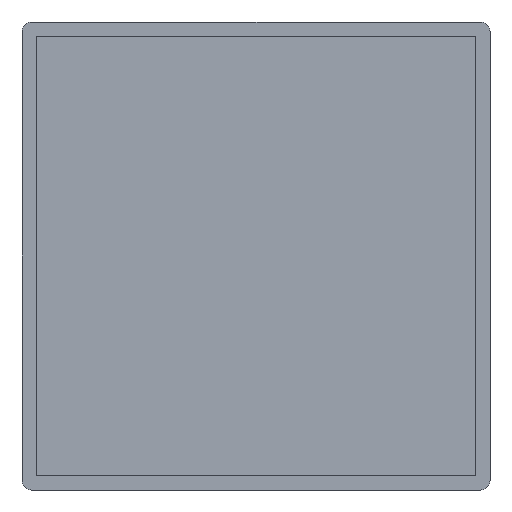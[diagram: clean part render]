
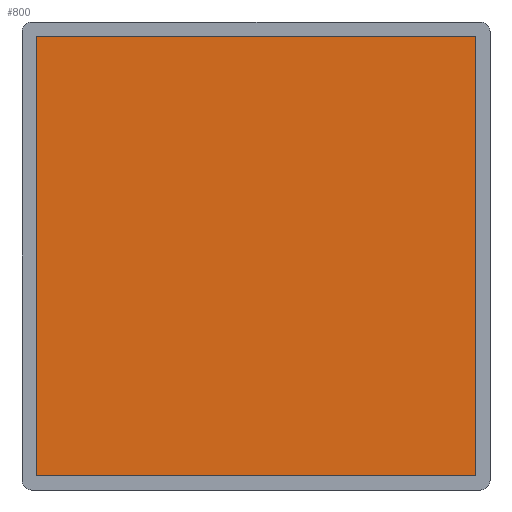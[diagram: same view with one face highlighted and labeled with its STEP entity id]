
A CAD part, front view. The second image highlights one B-rep face of the part: STEP entity #800.
In plain terms, the highlighted planar face has unit normal (0, -1, 0).
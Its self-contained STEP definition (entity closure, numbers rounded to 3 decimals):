
#72=FACE_OUTER_BOUND('',#120,.T.);
#120=EDGE_LOOP('',(#683,#684,#685,#686));
#211=LINE('',#1262,#311);
#214=LINE('',#1267,#314);
#216=LINE('',#1271,#316);
#218=LINE('',#1274,#318);
#311=VECTOR('',#1039,10.);
#314=VECTOR('',#1044,10.);
#316=VECTOR('',#1048,10.);
#318=VECTOR('',#1052,10.);
#391=VERTEX_POINT('',#1260);
#392=VERTEX_POINT('',#1261);
#393=VERTEX_POINT('',#1266);
#394=VERTEX_POINT('',#1270);
#491=EDGE_CURVE('',#391,#392,#211,.T.);
#494=EDGE_CURVE('',#393,#391,#214,.T.);
#496=EDGE_CURVE('',#394,#393,#216,.T.);
#498=EDGE_CURVE('',#392,#394,#218,.T.);
#683=ORIENTED_EDGE('',*,*,#498,.F.);
#684=ORIENTED_EDGE('',*,*,#491,.F.);
#685=ORIENTED_EDGE('',*,*,#494,.F.);
#686=ORIENTED_EDGE('',*,*,#496,.F.);
#758=PLANE('',#870);
#800=ADVANCED_FACE('',(#72),#758,.F.);
#870=AXIS2_PLACEMENT_3D('',#1275,#1053,#1054);
#1039=DIRECTION('',(1.,0.,0.));
#1044=DIRECTION('',(0.,0.,1.));
#1048=DIRECTION('',(-1.,0.,0.));
#1052=DIRECTION('',(0.,0.,-1.));
#1053=DIRECTION('center_axis',(0.,1.,0.));
#1054=DIRECTION('ref_axis',(0.,0.,1.));
#1260=CARTESIAN_POINT('',(-45.,0.,45.));
#1261=CARTESIAN_POINT('',(45.,0.,45.));
#1262=CARTESIAN_POINT('',(-45.,0.,45.));
#1266=CARTESIAN_POINT('',(-45.,0.,-45.));
#1267=CARTESIAN_POINT('',(-45.,0.,-45.));
#1270=CARTESIAN_POINT('',(45.,0.,-45.));
#1271=CARTESIAN_POINT('',(45.,0.,-45.));
#1274=CARTESIAN_POINT('',(45.,0.,45.));
#1275=CARTESIAN_POINT('Origin',(0.,0.,0.));
